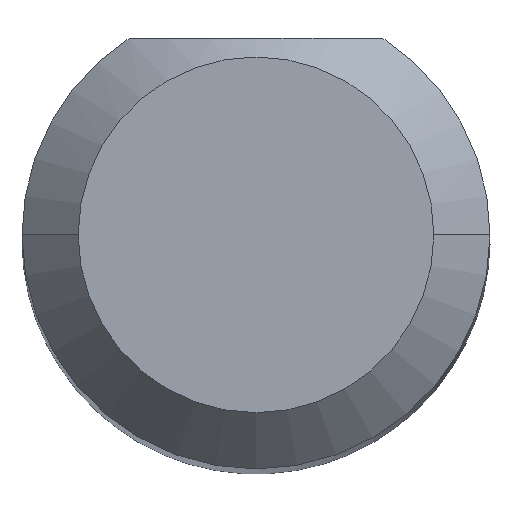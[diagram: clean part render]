
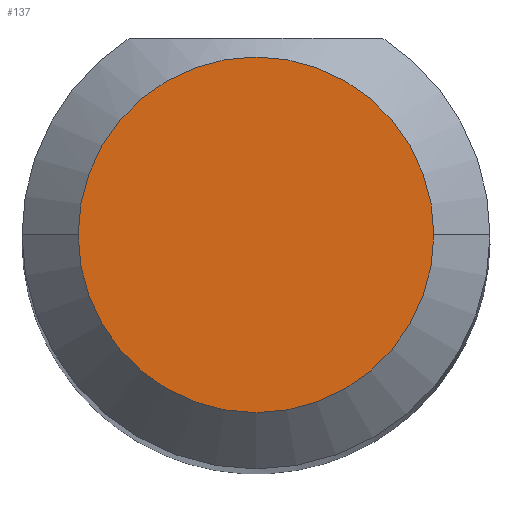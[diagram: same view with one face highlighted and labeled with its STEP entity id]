
A CAD part, top view. The second image highlights one B-rep face of the part: STEP entity #137.
In plain terms, the highlighted planar face has unit normal (0, 0, 1).
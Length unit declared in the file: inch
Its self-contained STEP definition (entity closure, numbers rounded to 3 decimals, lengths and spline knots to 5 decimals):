
#24 = CARTESIAN_POINT ( 'NONE',  ( 0., 0., 1.5 ) ) ;
#44 = EDGE_CURVE ( 'NONE', #196, #465, #380, .T. ) ;
#57 = CARTESIAN_POINT ( 'NONE',  ( 0., 0., 1.5 ) ) ;
#101 = DIRECTION ( 'NONE',  ( 0., 0., 1. ) ) ;
#136 = DIRECTION ( 'NONE',  ( 1., 0., 0. ) ) ;
#137 = ADVANCED_FACE ( 'NONE', ( #241 ), #281, .T. ) ;
#190 = AXIS2_PLACEMENT_3D ( 'NONE', #494, #226, #507 ) ;
#196 = VERTEX_POINT ( 'NONE', #239 ) ;
#198 = DIRECTION ( 'NONE',  ( 0., 0., 1. ) ) ;
#226 = DIRECTION ( 'NONE',  ( 0., 0., 1. ) ) ;
#228 = CIRCLE ( 'NONE', #190, 0.0475 ) ;
#230 = CARTESIAN_POINT ( 'NONE',  ( 0.0475, 0., 1.5 ) ) ;
#239 = CARTESIAN_POINT ( 'NONE',  ( -0.0475, 0., 1.5 ) ) ;
#241 = FACE_OUTER_BOUND ( 'NONE', #521, .T. ) ;
#281 = PLANE ( 'NONE',  #448 ) ;
#304 = ORIENTED_EDGE ( 'NONE', *, *, #44, .T. ) ;
#315 = ORIENTED_EDGE ( 'NONE', *, *, #476, .T. ) ;
#330 = DIRECTION ( 'NONE',  ( 1., 0., 0. ) ) ;
#380 = CIRCLE ( 'NONE', #456, 0.0475 ) ;
#448 = AXIS2_PLACEMENT_3D ( 'NONE', #24, #198, #330 ) ;
#456 = AXIS2_PLACEMENT_3D ( 'NONE', #57, #101, #136 ) ;
#465 = VERTEX_POINT ( 'NONE', #230 ) ;
#476 = EDGE_CURVE ( 'NONE', #465, #196, #228, .T. ) ;
#494 = CARTESIAN_POINT ( 'NONE',  ( 0., 0., 1.5 ) ) ;
#507 = DIRECTION ( 'NONE',  ( 1., 0., 0. ) ) ;
#521 = EDGE_LOOP ( 'NONE', ( #304, #315 ) ) ;
